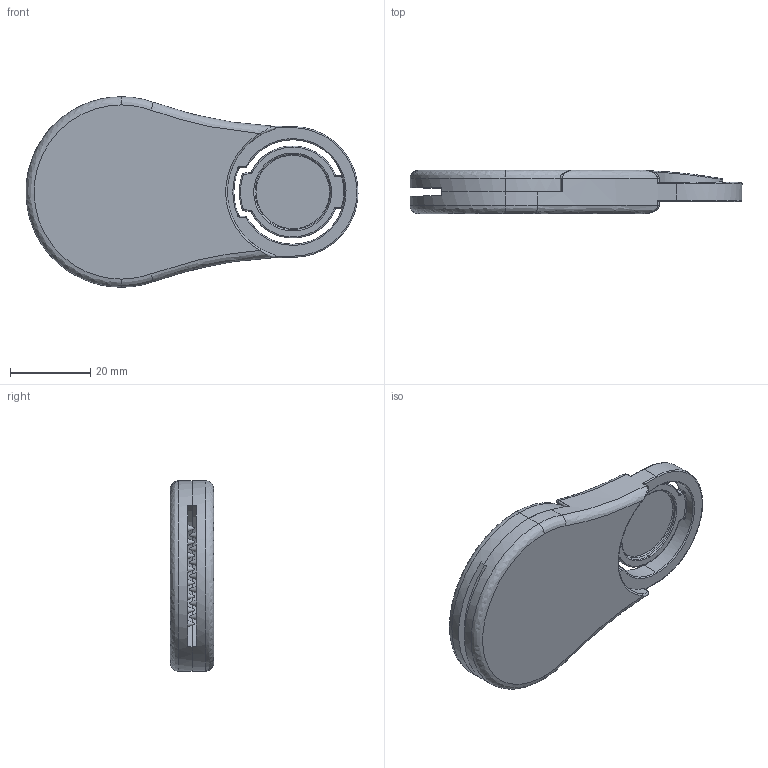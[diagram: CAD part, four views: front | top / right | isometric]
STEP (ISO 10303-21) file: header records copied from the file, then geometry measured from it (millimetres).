
FILE_DESCRIPTION(('FreeCAD Model'),'2;1');
FILE_NAME('Open CASCADE Shape Model','2025-05-03T08:46:29',('FreeCAD'),( 'FreeCAD'),'Open CASCADE STEP processor 7.6','FreeCAD','Unknown');
FILE_SCHEMA(('AUTOMOTIVE_DESIGN { 1 0 10303 214 1 1 1 1 }'));
Length unit declared in the file: millimetre
Products named in the file (1): Open CASCADE STEP translator 7.6 1
Bounding box: 82.53 x 10.83 x 47.36 mm (x, y, z)
Volume: 21018.7 mm3; surface area: 12808.8 mm2
Topology: 2 solids, 2 shells, 394 faces, 839 edges, 510 vertices
Faces by surface type: bspline 394
Entity records: 12593 total; most frequent: CARTESIAN_POINT 7952, ORIENTED_EDGE 1678, EDGE_CURVE 839, VERTEX_POINT 510, FACE_BOUND 457, EDGE_LOOP 457, ADVANCED_FACE 394, B_SPLINE_CURVE_WITH_KNOTS 251
